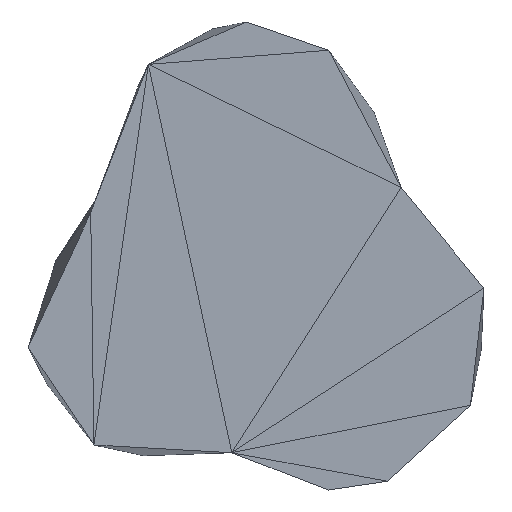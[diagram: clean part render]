
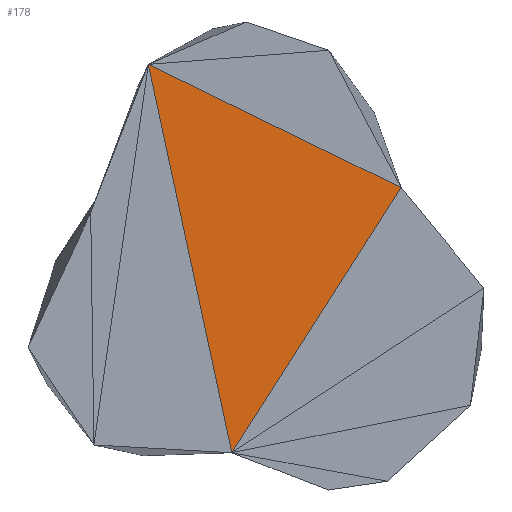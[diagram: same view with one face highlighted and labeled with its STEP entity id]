
A CAD part, front view. The second image highlights one B-rep face of the part: STEP entity #178.
In plain terms, the highlighted free-form (B-spline) face has degree [1, 1] with [2, 2] control points.
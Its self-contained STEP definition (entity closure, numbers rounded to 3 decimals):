
#52 = VERTEX_POINT('',#53);
#53 = CARTESIAN_POINT('',(-4.76,0.,42.98));
#73 = VERTEX_POINT('',#74);
#74 = CARTESIAN_POINT('',(8.643,0.,-19.376));
#79 = EDGE_CURVE('',#73,#52,#80,.T.);
#80 = B_SPLINE_CURVE_WITH_KNOTS('',1,(#81,#82),.UNSPECIFIED.,.F.,.F.,(2,
    2),(0.,49.956),.PIECEWISE_BEZIER_KNOTS.);
#81 = CARTESIAN_POINT('',(8.643,0.,-19.376));
#82 = CARTESIAN_POINT('',(-4.76,0.,42.98));
#163 = VERTEX_POINT('',#164);
#164 = CARTESIAN_POINT('',(35.831,0.,
    23.183));
#169 = EDGE_CURVE('',#73,#163,#170,.T.);
#170 = B_SPLINE_CURVE_WITH_KNOTS('',1,(#171,#172),.UNSPECIFIED.,.F.,.F.,
  (2,2),(0.,39.556),.PIECEWISE_BEZIER_KNOTS.);
#171 = CARTESIAN_POINT('',(8.643,0.,-19.376));
#172 = CARTESIAN_POINT('',(35.831,0.,
    23.183));
#178 = ADVANCED_FACE('',(#179),#188,.T.);
#179 = FACE_BOUND('',#180,.T.);
#180 = EDGE_LOOP('',(#181,#182,#187));
#181 = ORIENTED_EDGE('',*,*,#169,.T.);
#182 = ORIENTED_EDGE('',*,*,#183,.F.);
#183 = EDGE_CURVE('',#52,#163,#184,.T.);
#184 = B_SPLINE_CURVE_WITH_KNOTS('',1,(#185,#186),.UNSPECIFIED.,.F.,.F.,
  (2,2),(0.,35.373),.PIECEWISE_BEZIER_KNOTS.);
#185 = CARTESIAN_POINT('',(-4.76,0.,42.98));
#186 = CARTESIAN_POINT('',(35.831,0.,
    23.183));
#187 = ORIENTED_EDGE('',*,*,#79,.F.);
#188 = B_SPLINE_SURFACE_WITH_KNOTS('',1,1,(
    (#189,#190)
    ,(#191,#192
    )),.UNSPECIFIED.,.F.,.F.,.F.,(2,2),(2,2),(0.,48.84),(
    0.,31.793),.PIECEWISE_BEZIER_KNOTS.);
#189 = CARTESIAN_POINT('',(-4.76,0.,
    42.98));
#190 = CARTESIAN_POINT('',(35.831,0.,
    42.98));
#191 = CARTESIAN_POINT('',(-4.76,0.,
    -19.376));
#192 = CARTESIAN_POINT('',(35.831,0.,
    -19.376));
